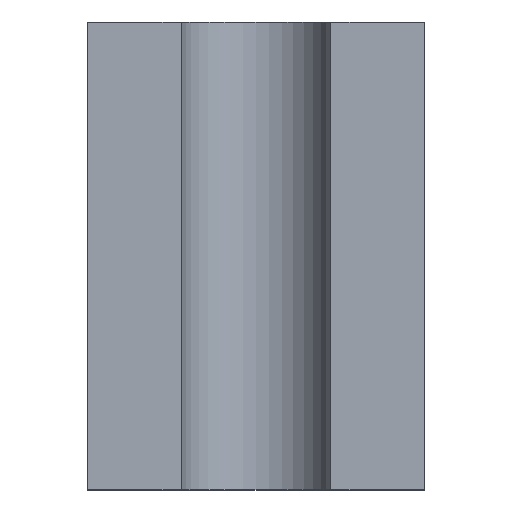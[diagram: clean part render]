
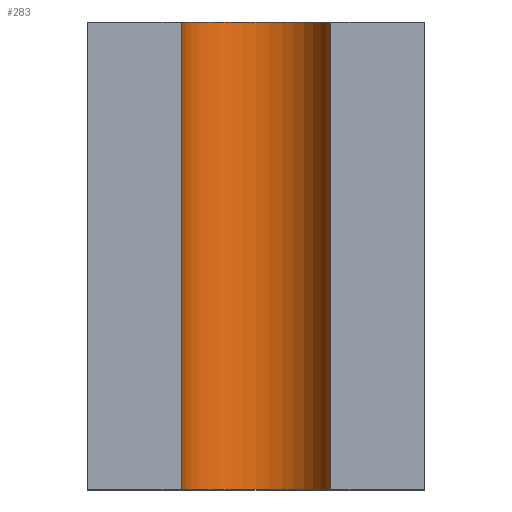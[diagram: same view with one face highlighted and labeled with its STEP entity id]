
A CAD part, left-side view. The second image highlights one B-rep face of the part: STEP entity #283.
In plain terms, the highlighted cylindrical face has radius 4 mm (diameter 8 mm), a partial arc.
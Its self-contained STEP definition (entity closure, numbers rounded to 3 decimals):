
#137=VERTEX_POINT('',#329);
#171=VERTEX_POINT('',#369);
#173=EDGE_CURVE('',#137,#243,#371,.T.);
#195=EDGE_CURVE('',#171,#219,#395,.T.);
#209=EDGE_CURVE('',#171,#137,#409,.T.);
#219=VERTEX_POINT('',#421);
#243=VERTEX_POINT('',#448);
#279=EDGE_CURVE('',#243,#219,#486,.T.);
#283=ADVANCED_FACE('',(#490),#491,.F.);
#329=CARTESIAN_POINT('',(13.0,4.0,0.));
#369=CARTESIAN_POINT('',(13.0,-4.0,0.));
#371=LINE('',#600,#601);
#395=LINE('',#638,#639);
#409=CIRCLE('',#663,4.0);
#421=CARTESIAN_POINT('',(13.0,-4.0,25.));
#448=CARTESIAN_POINT('',(13.0,4.0,25.));
#486=CIRCLE('',#759,4.0);
#490=FACE_OUTER_BOUND('',#765,.T.);
#491=CYLINDRICAL_SURFACE('',#766,4.0);
#600=CARTESIAN_POINT('',(13.0,4.0,0.));
#601=VECTOR('',#854,1.0);
#638=CARTESIAN_POINT('',(13.0,-4.0,0.));
#639=VECTOR('',#877,1.0);
#663=AXIS2_PLACEMENT_3D('',#885,#886,#887);
#759=AXIS2_PLACEMENT_3D('',#959,#960,#961);
#765=EDGE_LOOP('',(#964,#965,#966,#967));
#766=AXIS2_PLACEMENT_3D('',#968,#969,#970);
#854=DIRECTION('',(0.,0.,1.0));
#877=DIRECTION('',(0.,0.,1.0));
#885=CARTESIAN_POINT('',(13.0,0.,0.));
#886=DIRECTION('',(0.0,-0.0,1.0));
#887=DIRECTION('',(0.,1.0,0.0));
#959=CARTESIAN_POINT('',(13.0,0.,25.));
#960=DIRECTION('',(0.0,0.0,-1.0));
#961=DIRECTION('',(0.,1.0,0.0));
#964=ORIENTED_EDGE('',*,*,#279,.F.);
#965=ORIENTED_EDGE('',*,*,#173,.F.);
#966=ORIENTED_EDGE('',*,*,#209,.F.);
#967=ORIENTED_EDGE('',*,*,#195,.T.);
#968=CARTESIAN_POINT('',(13.0,0.0,0.));
#969=DIRECTION('',(0.,0.,-1.0));
#970=DIRECTION('',(0.,1.0,0.));
